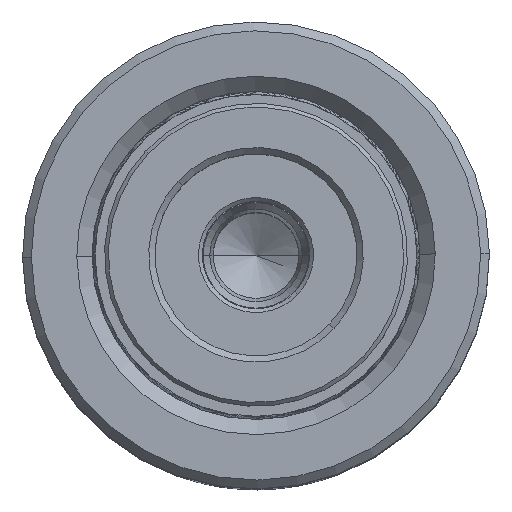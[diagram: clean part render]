
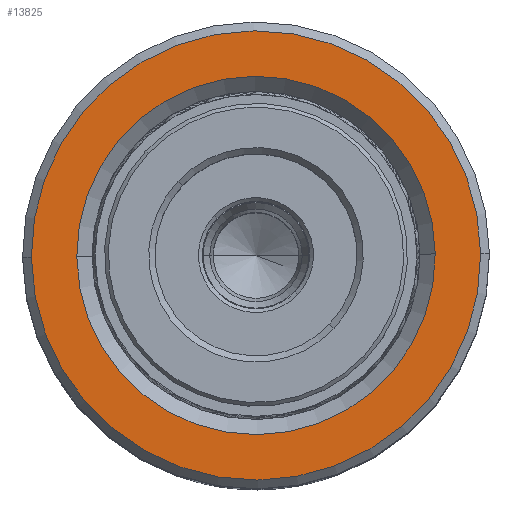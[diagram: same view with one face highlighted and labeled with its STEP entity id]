
A CAD part, top view. The second image highlights one B-rep face of the part: STEP entity #13825.
In plain terms, the highlighted planar face has unit normal (0, 0, 1).
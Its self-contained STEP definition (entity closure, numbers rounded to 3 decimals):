
#1022 = ORIENTED_EDGE ( 'NONE', *, *, #11645, .T. ) ;
#1304 = EDGE_CURVE ( 'NONE', #25848, #15926, #21071, .T. ) ;
#1690 = DIRECTION ( 'NONE',  ( 1., 0., 0. ) ) ;
#1748 = CARTESIAN_POINT ( 'NONE',  ( 14.2, 0., 50. ) ) ;
#1960 = DIRECTION ( 'NONE',  ( 0., 0., 1. ) ) ;
#3171 = EDGE_CURVE ( 'NONE', #13564, #6341, #32049, .T. ) ;
#3659 = AXIS2_PLACEMENT_3D ( 'NONE', #33869, #12198, #20174 ) ;
#4889 = PLANE ( 'NONE',  #12757 ) ;
#5068 = DIRECTION ( 'NONE',  ( 0., 0., 1. ) ) ;
#6341 = VERTEX_POINT ( 'NONE', #1748 ) ;
#8999 = CARTESIAN_POINT ( 'NONE',  ( 17.8, 0., 50. ) ) ;
#9897 = ORIENTED_EDGE ( 'NONE', *, *, #3171, .T. ) ;
#9986 = CARTESIAN_POINT ( 'NONE',  ( 0., 0., 50. ) ) ;
#10988 = EDGE_CURVE ( 'NONE', #6341, #13564, #27529, .T. ) ;
#11645 = EDGE_CURVE ( 'NONE', #15926, #25848, #20167, .T. ) ;
#11724 = DIRECTION ( 'NONE',  ( 0., 0., -1. ) ) ;
#12198 = DIRECTION ( 'NONE',  ( 0., 0., -1. ) ) ;
#12757 = AXIS2_PLACEMENT_3D ( 'NONE', #24046, #27899, #15741 ) ;
#13564 = VERTEX_POINT ( 'NONE', #21266 ) ;
#13825 = ADVANCED_FACE ( 'NONE', ( #26402, #23718 ), #4889, .T. ) ;
#15648 = AXIS2_PLACEMENT_3D ( 'NONE', #28912, #5068, #1690 ) ;
#15741 = DIRECTION ( 'NONE',  ( 1., 0., 0. ) ) ;
#15926 = VERTEX_POINT ( 'NONE', #24139 ) ;
#17855 = ORIENTED_EDGE ( 'NONE', *, *, #1304, .T. ) ;
#18241 = AXIS2_PLACEMENT_3D ( 'NONE', #9986, #1960, #20646 ) ;
#20167 = CIRCLE ( 'NONE', #15648, 17.8 ) ;
#20174 = DIRECTION ( 'NONE',  ( 1., 0., 0. ) ) ;
#20334 = ORIENTED_EDGE ( 'NONE', *, *, #10988, .T. ) ;
#20646 = DIRECTION ( 'NONE',  ( 1., 0., 0. ) ) ;
#21071 = CIRCLE ( 'NONE', #18241, 17.8 ) ;
#21266 = CARTESIAN_POINT ( 'NONE',  ( -14.2, 0., 50. ) ) ;
#23718 = FACE_BOUND ( 'NONE', #27987, .T. ) ;
#24046 = CARTESIAN_POINT ( 'NONE',  ( 0., 0., 50. ) ) ;
#24139 = CARTESIAN_POINT ( 'NONE',  ( -17.8, 0., 50. ) ) ;
#25848 = VERTEX_POINT ( 'NONE', #8999 ) ;
#26402 = FACE_OUTER_BOUND ( 'NONE', #32949, .T. ) ;
#27529 = CIRCLE ( 'NONE', #34350, 14.2 ) ;
#27899 = DIRECTION ( 'NONE',  ( 0., 0., 1. ) ) ;
#27987 = EDGE_LOOP ( 'NONE', ( #20334, #9897 ) ) ;
#28253 = DIRECTION ( 'NONE',  ( 1., 0., 0. ) ) ;
#28912 = CARTESIAN_POINT ( 'NONE',  ( 0., 0., 50. ) ) ;
#31091 = CARTESIAN_POINT ( 'NONE',  ( 0., 0., 50. ) ) ;
#32049 = CIRCLE ( 'NONE', #3659, 14.2 ) ;
#32949 = EDGE_LOOP ( 'NONE', ( #1022, #17855 ) ) ;
#33869 = CARTESIAN_POINT ( 'NONE',  ( 0., 0., 50. ) ) ;
#34350 = AXIS2_PLACEMENT_3D ( 'NONE', #31091, #11724, #28253 ) ;
